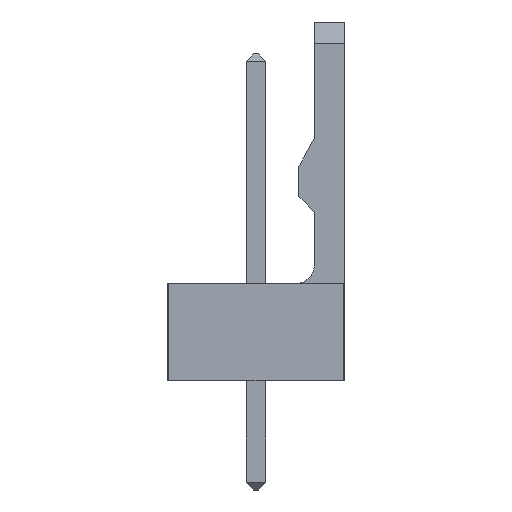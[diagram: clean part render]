
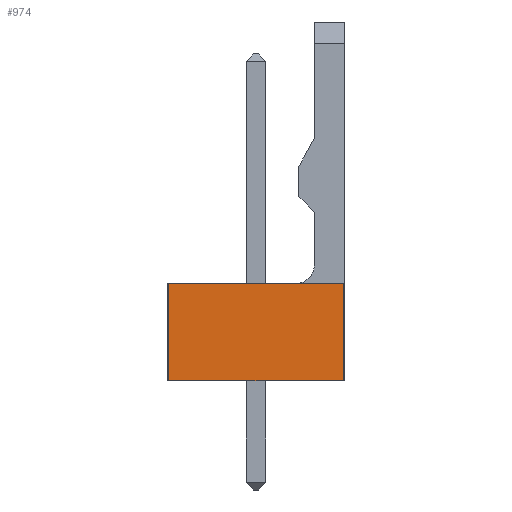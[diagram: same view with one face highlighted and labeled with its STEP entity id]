
A CAD part, left-side view. The second image highlights one B-rep face of the part: STEP entity #974.
In plain terms, the highlighted planar face has unit normal (-1, 0, 0).
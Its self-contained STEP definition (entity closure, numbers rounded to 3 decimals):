
#43 = VERTEX_POINT('',#44);
#44 = CARTESIAN_POINT('',(-1.27,-2.85,0.));
#51 = EDGE_CURVE('',#52,#43,#54,.T.);
#52 = VERTEX_POINT('',#53);
#53 = CARTESIAN_POINT('',(-1.27,2.85,0.));
#54 = LINE('',#55,#56);
#55 = CARTESIAN_POINT('',(-1.27,2.9,0.));
#56 = VECTOR('',#57,1.);
#57 = DIRECTION('',(0.,-1.,0.));
#954 = EDGE_CURVE('',#52,#955,#957,.T.);
#955 = VERTEX_POINT('',#956);
#956 = CARTESIAN_POINT('',(-1.27,2.85,3.17));
#957 = LINE('',#958,#959);
#958 = CARTESIAN_POINT('',(-1.27,2.85,0.));
#959 = VECTOR('',#960,1.);
#960 = DIRECTION('',(0.,0.,1.));
#974 = ADVANCED_FACE('',(#975),#993,.F.);
#975 = FACE_BOUND('',#976,.F.);
#976 = EDGE_LOOP('',(#977,#978,#979,#987));
#977 = ORIENTED_EDGE('',*,*,#51,.F.);
#978 = ORIENTED_EDGE('',*,*,#954,.T.);
#979 = ORIENTED_EDGE('',*,*,#980,.T.);
#980 = EDGE_CURVE('',#955,#981,#983,.T.);
#981 = VERTEX_POINT('',#982);
#982 = CARTESIAN_POINT('',(-1.27,-2.85,3.17));
#983 = LINE('',#984,#985);
#984 = CARTESIAN_POINT('',(-1.27,2.9,3.17));
#985 = VECTOR('',#986,1.);
#986 = DIRECTION('',(0.,-1.,0.));
#987 = ORIENTED_EDGE('',*,*,#988,.F.);
#988 = EDGE_CURVE('',#43,#981,#989,.T.);
#989 = LINE('',#990,#991);
#990 = CARTESIAN_POINT('',(-1.27,-2.85,0.));
#991 = VECTOR('',#992,1.);
#992 = DIRECTION('',(0.,0.,1.));
#993 = PLANE('',#994);
#994 = AXIS2_PLACEMENT_3D('',#995,#996,#997);
#995 = CARTESIAN_POINT('',(-1.27,2.9,0.));
#996 = DIRECTION('',(1.,0.,0.));
#997 = DIRECTION('',(0.,-1.,0.));
